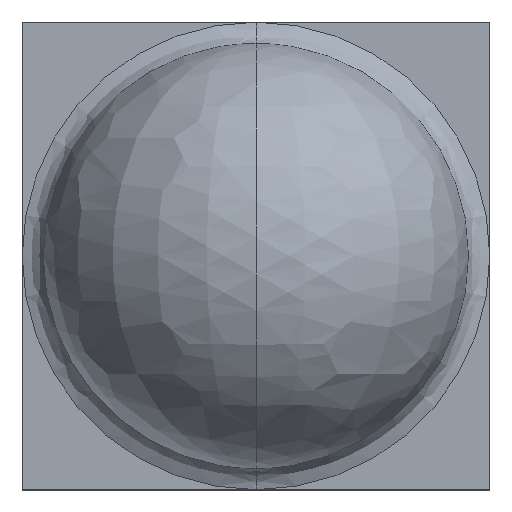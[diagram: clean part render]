
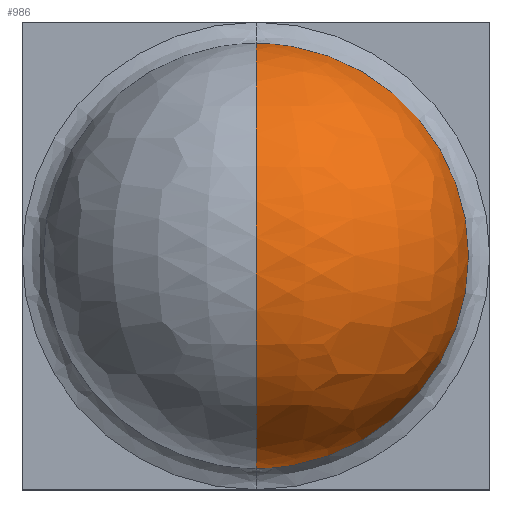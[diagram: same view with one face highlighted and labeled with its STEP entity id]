
A CAD part, top view. The second image highlights one B-rep face of the part: STEP entity #986.
In plain terms, the highlighted free-form (B-spline) face has degree [3, 3] with [4, 4] control points.
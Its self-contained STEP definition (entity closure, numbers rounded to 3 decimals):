
#15 = FACE_OUTER_BOUND ( 'NONE', #685, .T. ) ;
#99 = CARTESIAN_POINT ( 'NONE',  ( 0., 1.57, 0.113 ) ) ;
#102 = CARTESIAN_POINT ( 'NONE',  ( 2.803, 1.347, 0.239 ) ) ;
#210 = CARTESIAN_POINT ( 'NONE',  ( 0.123, -1.57, 0.065 ) ) ;
#277 = EDGE_CURVE ( 'NONE', #753, #374, #593, .T. ) ;
#305 = CARTESIAN_POINT ( 'NONE',  ( 0., 1.567, 0.141 ) ) ;
#374 = VERTEX_POINT ( 'NONE', #455 ) ;
#379 = AXIS2_PLACEMENT_3D ( 'NONE', #431, #1107, #535 ) ;
#394 = CARTESIAN_POINT ( 'NONE',  ( 0., 1.347, 2.797 ) ) ;
#399 = ORIENTED_EDGE ( 'NONE', *, *, #277, .T. ) ;
#431 = CARTESIAN_POINT ( 'NONE',  ( 0., 0., -0.018 ) ) ;
#455 = CARTESIAN_POINT ( 'NONE',  ( 0., -1.567, 0.141 ) ) ;
#510 = CARTESIAN_POINT ( 'NONE',  ( 0.123, 1.57, 0.065 ) ) ;
#516 = CARTESIAN_POINT ( 'NONE',  ( 2.663, 1.347, 1.764 ) ) ;
#535 = DIRECTION ( 'NONE',  ( 0., 1., 0. ) ) ;
#593 = CIRCLE ( 'NONE', #379, 1.575 ) ;
#615 = CARTESIAN_POINT ( 'NONE',  ( 2.663, -1.347, 1.764 ) ) ;
#634 = AXIS2_PLACEMENT_3D ( 'NONE', #1228, #742, #805 ) ;
#685 = EDGE_LOOP ( 'NONE', ( #1027, #399 ) ) ;
#703 = CARTESIAN_POINT ( 'NONE',  ( 0., -1.347, 2.797 ) ) ;
#742 = DIRECTION ( 'NONE',  ( 0., 0., 1. ) ) ;
#753 = VERTEX_POINT ( 'NONE', #305 ) ;
#805 = DIRECTION ( 'NONE',  ( 0., 1., 0. ) ) ;
#843 = CIRCLE ( 'NONE', #634, 1.567 ) ;
#884 = CARTESIAN_POINT ( 'NONE',  ( 0.13, -1.57, -0.006 ) ) ;
#975 = CARTESIAN_POINT ( 'NONE',  ( 0.071, 1.57, 0.113 ) ) ;
#986 = ADVANCED_FACE ( 'NONE', ( #15 ), #1076, .T. ) ;
#1027 = ORIENTED_EDGE ( 'NONE', *, *, #1153, .T. ) ;
#1073 = CARTESIAN_POINT ( 'NONE',  ( 0.13, 1.57, -0.006 ) ) ;
#1076 =( BOUNDED_SURFACE ( )  B_SPLINE_SURFACE ( 3, 3, ( 
 ( #99, #975, #510, #1073 ),
 ( #394, #1182, #516, #102 ),
 ( #703, #1288, #615, #1192 ),
 ( #1293, #1104, #210, #884 ) ),
 .UNSPECIFIED., .F., .F., .T. ) 
 B_SPLINE_SURFACE_WITH_KNOTS ( ( 4, 4 ),
 ( 4, 4 ),
 ( 0., 1. ),
 ( 0., 1. ),
 .UNSPECIFIED. ) 
 GEOMETRIC_REPRESENTATION_ITEM ( )  RATIONAL_B_SPLINE_SURFACE ( (
 ( 1., 0.826, 0.826, 1.),
 ( 0.389, 0.321, 0.321, 0.389),
 ( 0.389, 0.321, 0.321, 0.389),
 ( 1., 0.826, 0.826, 1.) ) ) 
 REPRESENTATION_ITEM ( '' )  SURFACE ( )  );
#1104 = CARTESIAN_POINT ( 'NONE',  ( 0.071, -1.57, 0.113 ) ) ;
#1107 = DIRECTION ( 'NONE',  ( 1., 0., 0. ) ) ;
#1153 = EDGE_CURVE ( 'NONE', #374, #753, #843, .T. ) ;
#1182 = CARTESIAN_POINT ( 'NONE',  ( 1.532, 1.347, 2.797 ) ) ;
#1192 = CARTESIAN_POINT ( 'NONE',  ( 2.803, -1.347, 0.239 ) ) ;
#1228 = CARTESIAN_POINT ( 'NONE',  ( 0., 0., 0.141 ) ) ;
#1288 = CARTESIAN_POINT ( 'NONE',  ( 1.532, -1.347, 2.797 ) ) ;
#1293 = CARTESIAN_POINT ( 'NONE',  ( 0., -1.57, 0.113 ) ) ;
